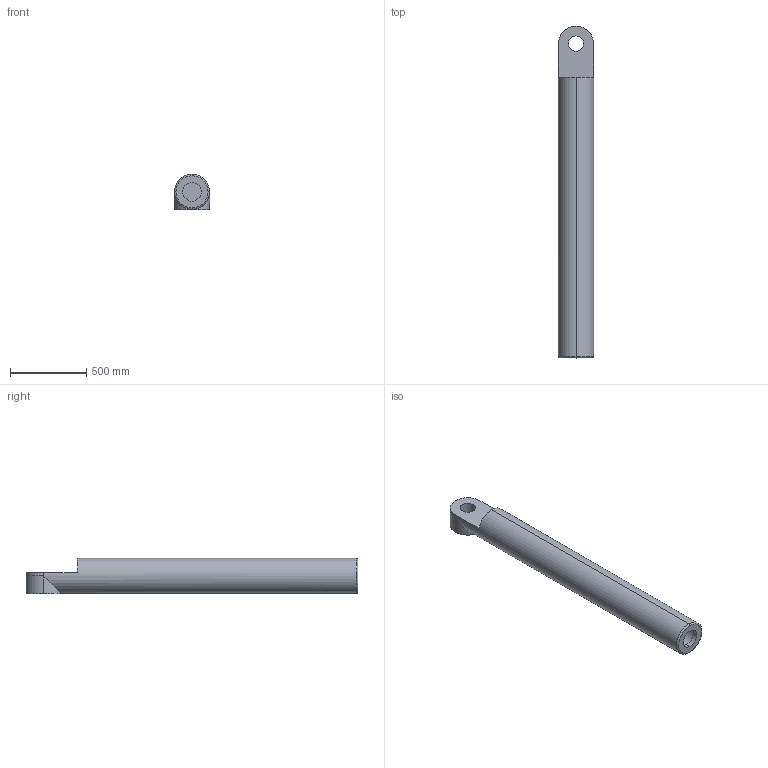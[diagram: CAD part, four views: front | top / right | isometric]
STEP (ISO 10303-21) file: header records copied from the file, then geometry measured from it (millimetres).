
FILE_DESCRIPTION (( 'STEP AP203' ), '1' );
FILE_NAME ('12. Hydraulic Cylinder 03_Default_sldprt.STEP', '2023-03-20T07:54:04', ( '' ), ( '' ), 'SwSTEP 2.0', 'SolidWorks 2019', '' );
FILE_SCHEMA (( 'CONFIG_CONTROL_DESIGN' ));
Length unit declared in the file: millimetre
Products named in the file (1): 12. Hydraulic Cylinder 03_Default_sldprt
Bounding box: 230 x 2170 x 232 mm (x, y, z)
Volume: 47434679.1 mm3; surface area: 2569141.5 mm2
Topology: 1 solids, 1 shells, 19 faces, 41 edges, 26 vertices
Faces by surface type: cylinder 10, plane 6, torus 2, sphere 1
Entity records: 610 total; most frequent: DIRECTION 105, CARTESIAN_POINT 93, ORIENTED_EDGE 82, AXIS2_PLACEMENT_3D 46, EDGE_CURVE 41, VERTEX_POINT 26, CIRCLE 26, EDGE_LOOP 23
